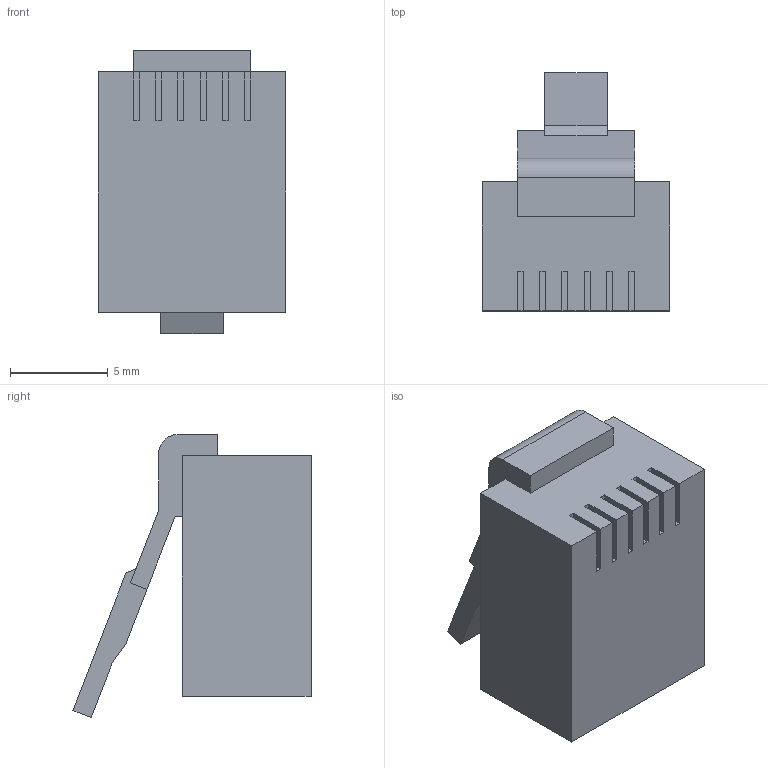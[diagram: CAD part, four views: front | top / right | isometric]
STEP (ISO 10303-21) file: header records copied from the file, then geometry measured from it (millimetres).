
FILE_DESCRIPTION (( 'STEP AP203' ), '1' );
FILE_NAME ('CS3-2C3U ITK Ðàçú¸ì RJ12 UTP äëÿ êàáåëÿ êàò.3, 6P4C.STEP', '2016-08-25T14:18:11', ( '' ), ( '' ), 'SwSTEP 2.0', 'SolidWorks 2014', '' );
FILE_SCHEMA (( 'CONFIG_CONTROL_DESIGN' ));
Length unit declared in the file: millimetre
Products named in the file (2): CS3-2C3U ITK Ðàçú¸ì RJ12 UTP äëÿ êàáåëÿ êàò.3, 6P4C
Bounding box: 9.6 x 12.19 x 14.5 mm (x, y, z)
Volume: 737.2 mm3; surface area: 848.4 mm2
Topology: 1 solids, 1 shells, 55 faces, 156 edges, 104 vertices
Faces by surface type: plane 54, cylinder 1
Entity records: 1907 total; most frequent: CARTESIAN_POINT 317, ORIENTED_EDGE 312, DIRECTION 272, EDGE_CURVE 156, LINE 154, VECTOR 154, VERTEX_POINT 104, AXIS2_PLACEMENT_3D 59
